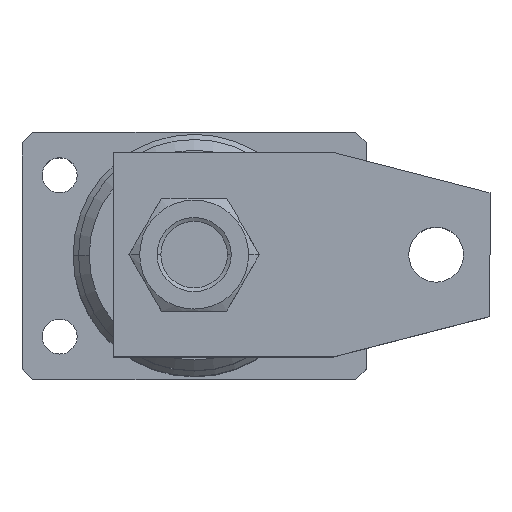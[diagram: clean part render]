
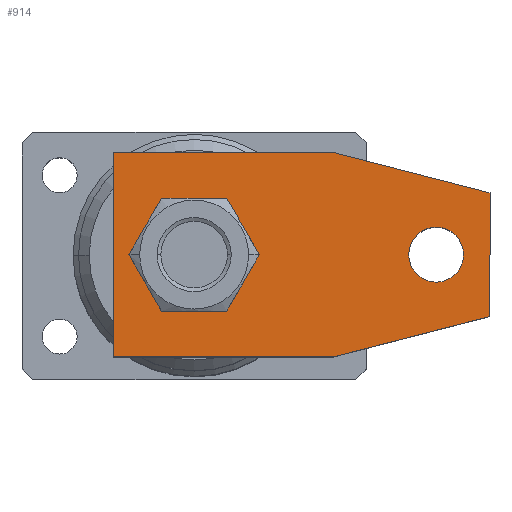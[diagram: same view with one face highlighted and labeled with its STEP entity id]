
A CAD part, top view. The second image highlights one B-rep face of the part: STEP entity #914.
In plain terms, the highlighted face is planar.
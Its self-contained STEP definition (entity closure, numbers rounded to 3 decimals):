
#24 = AXIS2_PLACEMENT_3D ( 'NONE', #3773, #3771, #3767 ) ;
#28 = AXIS2_PLACEMENT_3D ( 'NONE', #1206, #1205, #1202 ) ;
#30 = AXIS2_PLACEMENT_3D ( 'NONE', #1217, #1216, #1215 ) ;
#40 = AXIS2_PLACEMENT_3D ( 'NONE', #1790, #1789, #1788 ) ;
#147 = AXIS2_PLACEMENT_3D ( 'NONE', #2024, #2017, #2056 ) ;
#251 = EDGE_LOOP ( 'NONE', ( #1707, #1705 ) ) ;
#260 = EDGE_LOOP ( 'NONE', ( #1722, #1727 ) ) ;
#320 = EDGE_LOOP ( 'NONE', ( #1709, #1711, #1718, #1714, #1720, #1724 ) ) ;
#914 = ADVANCED_FACE ( 'NONE', ( #3275, #3266, #3276 ), #2021, .F. ) ;
#1202 = DIRECTION ( 'NONE',  ( -1., 0., 0. ) ) ;
#1205 = DIRECTION ( 'NONE',  ( 0., 0., -1. ) ) ;
#1206 = CARTESIAN_POINT ( 'NONE',  ( 60., 0., 0. ) ) ;
#1215 = DIRECTION ( 'NONE',  ( -1., 0., 0. ) ) ;
#1216 = DIRECTION ( 'NONE',  ( 0., 0., -1. ) ) ;
#1217 = CARTESIAN_POINT ( 'NONE',  ( 60., 0., 0. ) ) ;
#1405 = VERTEX_POINT ( 'NONE', #3576 ) ;
#1436 = VERTEX_POINT ( 'NONE', #1891 ) ;
#1455 = VERTEX_POINT ( 'NONE', #1882 ) ;
#1479 = VERTEX_POINT ( 'NONE', #1835 ) ;
#1493 = VERTEX_POINT ( 'NONE', #1806 ) ;
#1495 = VERTEX_POINT ( 'NONE', #1804 ) ;
#1551 = VERTEX_POINT ( 'NONE', #1725 ) ;
#1553 = VERTEX_POINT ( 'NONE', #1732 ) ;
#1599 = CARTESIAN_POINT ( 'NONE',  ( 70., 11.5, 0. ) ) ;
#1603 = VERTEX_POINT ( 'NONE', #1649 ) ;
#1610 = VERTEX_POINT ( 'NONE', #1599 ) ;
#1627 = DIRECTION ( 'NONE',  ( -1., 0., 0. ) ) ;
#1638 = CARTESIAN_POINT ( 'NONE',  ( 41., 19., 0. ) ) ;
#1643 = DIRECTION ( 'NONE',  ( -0.968, 0.25, 0. ) ) ;
#1649 = CARTESIAN_POINT ( 'NONE',  ( 22.5, 0., 0. ) ) ;
#1665 = CARTESIAN_POINT ( 'NONE',  ( 70., 11.5, 0. ) ) ;
#1674 = CARTESIAN_POINT ( 'NONE',  ( 70., -11.5, 0. ) ) ;
#1690 = DIRECTION ( 'NONE',  ( 0., 1., 0. ) ) ;
#1697 = DIRECTION ( 'NONE',  ( 1., 0., 0. ) ) ;
#1705 = ORIENTED_EDGE ( 'NONE', *, *, #2954, .F. ) ;
#1707 = ORIENTED_EDGE ( 'NONE', *, *, #2952, .F. ) ;
#1709 = ORIENTED_EDGE ( 'NONE', *, *, #2917, .F. ) ;
#1711 = ORIENTED_EDGE ( 'NONE', *, *, #2916, .F. ) ;
#1714 = ORIENTED_EDGE ( 'NONE', *, *, #2906, .F. ) ;
#1718 = ORIENTED_EDGE ( 'NONE', *, *, #2914, .F. ) ;
#1720 = ORIENTED_EDGE ( 'NONE', *, *, #2910, .F. ) ;
#1722 = ORIENTED_EDGE ( 'NONE', *, *, #2901, .F. ) ;
#1724 = ORIENTED_EDGE ( 'NONE', *, *, #2905, .F. ) ;
#1725 = CARTESIAN_POINT ( 'NONE',  ( 54.9, 0., 0. ) ) ;
#1727 = ORIENTED_EDGE ( 'NONE', *, *, #2989, .F. ) ;
#1732 = CARTESIAN_POINT ( 'NONE',  ( 0., -19., 0. ) ) ;
#1736 = CARTESIAN_POINT ( 'NONE',  ( 0., -19., 0. ) ) ;
#1763 = DIRECTION ( 'NONE',  ( 0.968, 0.25, 0. ) ) ;
#1764 = CARTESIAN_POINT ( 'NONE',  ( 41., -19., 0. ) ) ;
#1779 = DIRECTION ( 'NONE',  ( 0., -1., 0. ) ) ;
#1780 = CARTESIAN_POINT ( 'NONE',  ( 0., 19., 0. ) ) ;
#1788 = DIRECTION ( 'NONE',  ( -1., 0., 0. ) ) ;
#1789 = DIRECTION ( 'NONE',  ( 0., 0., -1. ) ) ;
#1790 = CARTESIAN_POINT ( 'NONE',  ( 15., 0., 0. ) ) ;
#1804 = CARTESIAN_POINT ( 'NONE',  ( 41., -19., 0. ) ) ;
#1806 = CARTESIAN_POINT ( 'NONE',  ( 70., -11.5, 0. ) ) ;
#1835 = CARTESIAN_POINT ( 'NONE',  ( 41., 19., 0. ) ) ;
#1882 = CARTESIAN_POINT ( 'NONE',  ( 65.1, 0., 0. ) ) ;
#1891 = CARTESIAN_POINT ( 'NONE',  ( 7.5, 0., 0. ) ) ;
#2017 = DIRECTION ( 'NONE',  ( 0., 0., 1. ) ) ;
#2021 = PLANE ( 'NONE',  #147 ) ;
#2024 = CARTESIAN_POINT ( 'NONE',  ( 0., 0., 0. ) ) ;
#2056 = DIRECTION ( 'NONE',  ( 1., 0., 0. ) ) ;
#2550 = CIRCLE ( 'NONE', #28, 5.1 ) ;
#2553 = CIRCLE ( 'NONE', #30, 5.1 ) ;
#2604 = VECTOR ( 'NONE', #1627, 1000. ) ;
#2606 = VECTOR ( 'NONE', #1643, 1000. ) ;
#2607 = LINE ( 'NONE', #1638, #2604 ) ;
#2610 = VECTOR ( 'NONE', #1690, 1000. ) ;
#2612 = LINE ( 'NONE', #1674, #2610 ) ;
#2614 = LINE ( 'NONE', #1665, #2606 ) ;
#2616 = VECTOR ( 'NONE', #1697, 1000. ) ;
#2620 = LINE ( 'NONE', #1736, #2616 ) ;
#2621 = VECTOR ( 'NONE', #1763, 1000. ) ;
#2623 = VECTOR ( 'NONE', #1779, 1000. ) ;
#2624 = LINE ( 'NONE', #1764, #2621 ) ;
#2625 = LINE ( 'NONE', #1780, #2623 ) ;
#2632 = CIRCLE ( 'NONE', #40, 7.5 ) ;
#2728 = CIRCLE ( 'NONE', #24, 7.5 ) ;
#2901 = EDGE_CURVE ( 'NONE', #1436, #1603, #2632, .T. ) ;
#2905 = EDGE_CURVE ( 'NONE', #1405, #1553, #2625, .T. ) ;
#2906 = EDGE_CURVE ( 'NONE', #1495, #1493, #2624, .T. ) ;
#2910 = EDGE_CURVE ( 'NONE', #1553, #1495, #2620, .T. ) ;
#2914 = EDGE_CURVE ( 'NONE', #1493, #1610, #2612, .T. ) ;
#2916 = EDGE_CURVE ( 'NONE', #1610, #1479, #2614, .T. ) ;
#2917 = EDGE_CURVE ( 'NONE', #1479, #1405, #2607, .T. ) ;
#2952 = EDGE_CURVE ( 'NONE', #1551, #1455, #2553, .T. ) ;
#2954 = EDGE_CURVE ( 'NONE', #1455, #1551, #2550, .T. ) ;
#2989 = EDGE_CURVE ( 'NONE', #1603, #1436, #2728, .T. ) ;
#3266 = FACE_OUTER_BOUND ( 'NONE', #320, .T. ) ;
#3275 = FACE_BOUND ( 'NONE', #251, .T. ) ;
#3276 = FACE_BOUND ( 'NONE', #260, .T. ) ;
#3576 = CARTESIAN_POINT ( 'NONE',  ( 0., 19., 0. ) ) ;
#3767 = DIRECTION ( 'NONE',  ( -1., 0., 0. ) ) ;
#3771 = DIRECTION ( 'NONE',  ( 0., 0., -1. ) ) ;
#3773 = CARTESIAN_POINT ( 'NONE',  ( 15., 0., 0. ) ) ;
